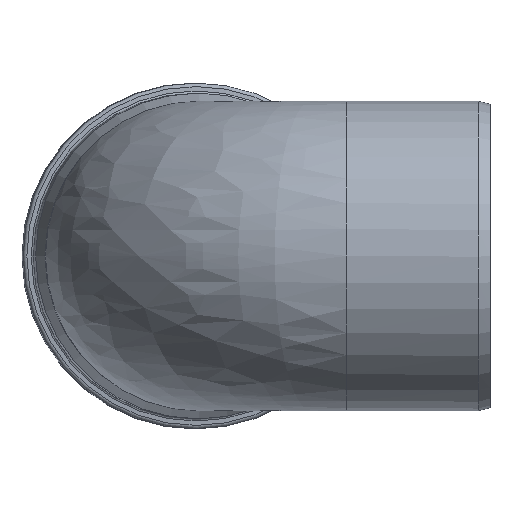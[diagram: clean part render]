
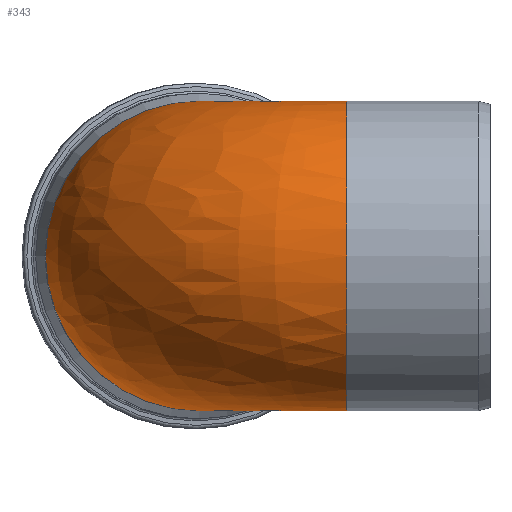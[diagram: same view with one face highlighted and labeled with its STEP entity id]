
A CAD part, left-side view. The second image highlights one B-rep face of the part: STEP entity #343.
In plain terms, the highlighted free-form (B-spline) face has degree [2, 2] with [9, 3] control points.
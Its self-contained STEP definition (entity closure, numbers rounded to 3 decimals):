
#37=(
BOUNDED_SURFACE()
B_SPLINE_SURFACE(2,2,((#637,#638,#639),(#640,#641,#642),(#643,#644,#645),
(#646,#647,#648),(#649,#650,#651),(#652,#653,#654),(#655,#656,#657),(#658,
#659,#660),(#661,#662,#663)),.UNSPECIFIED.,.F.,.F.,.F.)
B_SPLINE_SURFACE_WITH_KNOTS((3,2,2,2,3),(3,3),(-2.782,-1.391,
0.,1.391,2.782),(0.,
1.527),.UNSPECIFIED.)
GEOMETRIC_REPRESENTATION_ITEM()
RATIONAL_B_SPLINE_SURFACE(((1.,0.722,1.),(0.768,
0.555,0.768),(1.,0.722,1.),(0.768,
0.555,0.768),(1.,0.722,1.),(0.768,
0.555,0.768),(1.,0.722,1.),(0.768,
0.555,0.768),(1.,0.722,1.)))
REPRESENTATION_ITEM('')
SURFACE()
);
#41=B_SPLINE_CURVE_WITH_KNOTS('',3,(#601,#602,#603,#604,#605,#606,#607,
#608,#609,#610,#611,#612,#613,#614,#615,#616),.UNSPECIFIED.,.F.,.F.,(4,
3,3,3,3,4),(-0.001,0.064,0.128,
0.161,0.204,0.283),.UNSPECIFIED.);
#42=B_SPLINE_CURVE_WITH_KNOTS('',3,(#620,#621,#622,#623,#624,#625,#626,
#627,#628,#629,#630,#631,#632,#633,#634,#635),.UNSPECIFIED.,.F.,.F.,(4,
3,3,3,3,4),(-0.001,0.078,0.121,
0.155,0.218,0.283),.UNSPECIFIED.);
#75=FACE_OUTER_BOUND('',#108,.T.);
#108=EDGE_LOOP('',(#270,#271,#272,#273));
#168=CIRCLE('',#380,200.175);
#169=CIRCLE('',#381,200.175);
#199=VERTEX_POINT('',#599);
#200=VERTEX_POINT('',#600);
#201=VERTEX_POINT('',#617);
#202=VERTEX_POINT('',#619);
#231=EDGE_CURVE('',#199,#200,#41,.T.);
#233=EDGE_CURVE('',#202,#201,#42,.T.);
#235=EDGE_CURVE('',#201,#199,#168,.T.);
#236=EDGE_CURVE('',#202,#200,#169,.T.);
#270=ORIENTED_EDGE('',*,*,#233,.T.);
#271=ORIENTED_EDGE('',*,*,#235,.T.);
#272=ORIENTED_EDGE('',*,*,#231,.T.);
#273=ORIENTED_EDGE('',*,*,#236,.F.);
#343=ADVANCED_FACE('',(#75),#37,.F.);
#380=AXIS2_PLACEMENT_3D('',#664,#449,#450);
#381=AXIS2_PLACEMENT_3D('',#665,#451,#452);
#449=DIRECTION('center_axis',(0.,1.,0.));
#450=DIRECTION('ref_axis',(1.,0.,0.));
#451=DIRECTION('center_axis',(0.999,0.044,0.));
#452=DIRECTION('ref_axis',(0.044,-0.999,0.));
#599=CARTESIAN_POINT('',(187.304,185.446,70.621));
#600=CARTESIAN_POINT('',(189.093,187.316,70.621));
#601=CARTESIAN_POINT('Ctrl Pts',(187.304,185.446,70.621));
#602=CARTESIAN_POINT('Ctrl Pts',(187.316,185.659,70.589));
#603=CARTESIAN_POINT('Ctrl Pts',(187.364,185.869,70.563));
#604=CARTESIAN_POINT('Ctrl Pts',(187.444,186.068,70.544));
#605=CARTESIAN_POINT('Ctrl Pts',(187.522,186.265,70.526));
#606=CARTESIAN_POINT('Ctrl Pts',(187.631,186.448,70.514));
#607=CARTESIAN_POINT('Ctrl Pts',(187.766,186.611,70.51));
#608=CARTESIAN_POINT('Ctrl Pts',(187.837,186.697,70.508));
#609=CARTESIAN_POINT('Ctrl Pts',(187.915,186.776,70.508));
#610=CARTESIAN_POINT('Ctrl Pts',(188.,186.848,70.511));
#611=CARTESIAN_POINT('Ctrl Pts',(188.107,186.94,70.514));
#612=CARTESIAN_POINT('Ctrl Pts',(188.225,187.02,70.521));
#613=CARTESIAN_POINT('Ctrl Pts',(188.35,187.088,70.532));
#614=CARTESIAN_POINT('Ctrl Pts',(188.581,187.212,70.551));
#615=CARTESIAN_POINT('Ctrl Pts',(188.834,187.289,70.582));
#616=CARTESIAN_POINT('Ctrl Pts',(189.093,187.316,70.621));
#617=CARTESIAN_POINT('',(187.304,185.446,-70.621));
#619=CARTESIAN_POINT('',(189.093,187.316,-70.621));
#620=CARTESIAN_POINT('Ctrl Pts',(189.093,187.316,-70.621));
#621=CARTESIAN_POINT('Ctrl Pts',(188.834,187.289,-70.582));
#622=CARTESIAN_POINT('Ctrl Pts',(188.581,187.212,-70.551));
#623=CARTESIAN_POINT('Ctrl Pts',(188.35,187.088,-70.532));
#624=CARTESIAN_POINT('Ctrl Pts',(188.225,187.02,-70.521));
#625=CARTESIAN_POINT('Ctrl Pts',(188.107,186.94,-70.514));
#626=CARTESIAN_POINT('Ctrl Pts',(188.,186.848,-70.511));
#627=CARTESIAN_POINT('Ctrl Pts',(187.915,186.776,-70.508));
#628=CARTESIAN_POINT('Ctrl Pts',(187.837,186.697,-70.508));
#629=CARTESIAN_POINT('Ctrl Pts',(187.766,186.611,-70.51));
#630=CARTESIAN_POINT('Ctrl Pts',(187.631,186.448,-70.514));
#631=CARTESIAN_POINT('Ctrl Pts',(187.522,186.265,-70.526));
#632=CARTESIAN_POINT('Ctrl Pts',(187.444,186.068,-70.544));
#633=CARTESIAN_POINT('Ctrl Pts',(187.364,185.869,-70.563));
#634=CARTESIAN_POINT('Ctrl Pts',(187.316,185.659,-70.589));
#635=CARTESIAN_POINT('Ctrl Pts',(187.304,185.446,-70.621));
#637=CARTESIAN_POINT('Ctrl Pts',(187.347,185.446,70.506));
#638=CARTESIAN_POINT('Ctrl Pts',(187.347,187.196,70.506));
#639=CARTESIAN_POINT('Ctrl Pts',(189.095,187.272,70.506));
#640=CARTESIAN_POINT('Ctrl Pts',(128.512,185.446,226.843));
#641=CARTESIAN_POINT('Ctrl Pts',(128.512,243.518,226.843));
#642=CARTESIAN_POINT('Ctrl Pts',(186.529,246.051,226.843));
#643=CARTESIAN_POINT('Ctrl Pts',(-35.831,185.446,196.942));
#644=CARTESIAN_POINT('Ctrl Pts',(-35.831,400.843,196.942));
#645=CARTESIAN_POINT('Ctrl Pts',(179.36,410.238,196.942));
#646=CARTESIAN_POINT('Ctrl Pts',(-200.175,185.446,167.041));
#647=CARTESIAN_POINT('Ctrl Pts',(-200.175,558.168,167.041));
#648=CARTESIAN_POINT('Ctrl Pts',(172.192,574.425,167.041));
#649=CARTESIAN_POINT('Ctrl Pts',(-200.175,185.446,0.));
#650=CARTESIAN_POINT('Ctrl Pts',(-200.175,558.168,0.));
#651=CARTESIAN_POINT('Ctrl Pts',(172.192,574.425,0.));
#652=CARTESIAN_POINT('Ctrl Pts',(-200.175,185.446,-167.041));
#653=CARTESIAN_POINT('Ctrl Pts',(-200.175,558.168,-167.041));
#654=CARTESIAN_POINT('Ctrl Pts',(172.192,574.425,-167.041));
#655=CARTESIAN_POINT('Ctrl Pts',(-35.831,185.446,-196.942));
#656=CARTESIAN_POINT('Ctrl Pts',(-35.831,400.843,-196.942));
#657=CARTESIAN_POINT('Ctrl Pts',(179.36,410.238,-196.942));
#658=CARTESIAN_POINT('Ctrl Pts',(128.512,185.446,-226.843));
#659=CARTESIAN_POINT('Ctrl Pts',(128.512,243.518,-226.843));
#660=CARTESIAN_POINT('Ctrl Pts',(186.529,246.051,-226.843));
#661=CARTESIAN_POINT('Ctrl Pts',(187.347,185.446,-70.506));
#662=CARTESIAN_POINT('Ctrl Pts',(187.347,187.196,-70.506));
#663=CARTESIAN_POINT('Ctrl Pts',(189.095,187.272,-70.506));
#664=CARTESIAN_POINT('Origin',(0.,185.446,0.));
#665=CARTESIAN_POINT('Origin',(180.923,374.441,0.));
